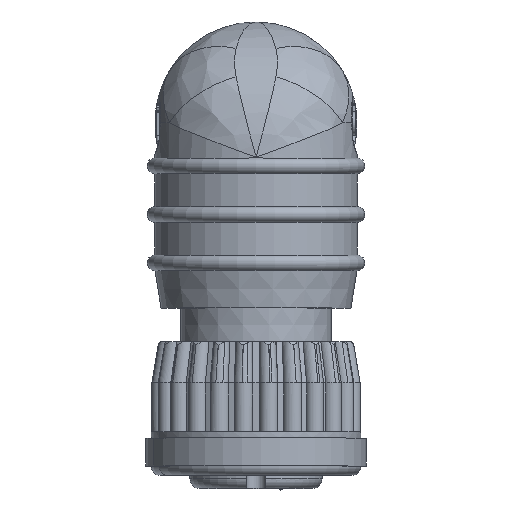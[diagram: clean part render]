
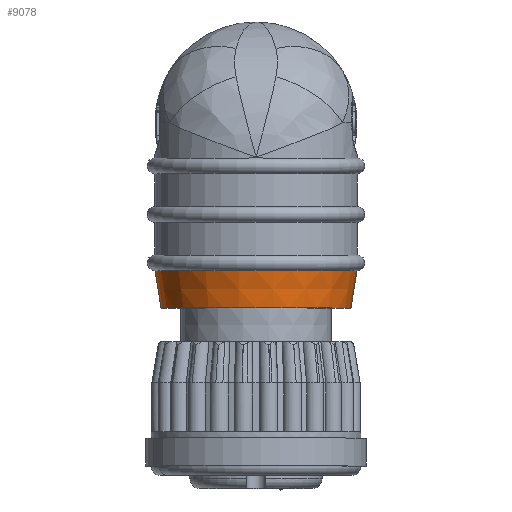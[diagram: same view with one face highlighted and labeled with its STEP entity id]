
A CAD part, top view. The second image highlights one B-rep face of the part: STEP entity #9078.
In plain terms, the highlighted conical face has half-angle 9.462 degrees and reference radius 8.255 mm.
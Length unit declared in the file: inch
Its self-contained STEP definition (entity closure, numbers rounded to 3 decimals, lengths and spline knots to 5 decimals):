
#92 = DIRECTION ( 'NONE',  ( 0., -1., 0. ) ) ;
#381 = CARTESIAN_POINT ( 'NONE',  ( -0.325, 0.25838, 0. ) ) ;
#1232 = AXIS2_PLACEMENT_3D ( 'NONE', #5552, #16887, #7166 ) ;
#1348 = VECTOR ( 'NONE', #20995, 39.37008 ) ;
#2065 = CIRCLE ( 'NONE', #15784, 0.305 ) ;
#2716 = VECTOR ( 'NONE', #4983, 39.37008 ) ;
#3983 = CARTESIAN_POINT ( 'NONE',  ( 0.305, 0.13838, 0. ) ) ;
#4174 = ORIENTED_EDGE ( 'NONE', *, *, #19239, .F. ) ;
#4983 = DIRECTION ( 'NONE',  ( 0.164, 0.986, 0. ) ) ;
#5552 = CARTESIAN_POINT ( 'NONE',  ( 0., 0.25838, 0. ) ) ;
#6295 = DIRECTION ( 'NONE',  ( -1., 0., 0. ) ) ;
#6320 = CARTESIAN_POINT ( 'NONE',  ( 0.325, 0.25838, 0. ) ) ;
#6960 = EDGE_CURVE ( 'NONE', #14218, #12385, #2065, .T. ) ;
#7166 = DIRECTION ( 'NONE',  ( -1., 0., 0. ) ) ;
#7594 = EDGE_CURVE ( 'NONE', #12385, #19600, #13283, .T. ) ;
#7980 = CARTESIAN_POINT ( 'NONE',  ( 0., 0.25838, 0. ) ) ;
#9078 = ADVANCED_FACE ( 'NONE', ( #19585 ), #9960, .T. ) ;
#9806 = CARTESIAN_POINT ( 'NONE',  ( 0., 0.13838, 0. ) ) ;
#9960 = CONICAL_SURFACE ( 'NONE', #12864, 0.325, 0.165 ) ;
#11314 = ORIENTED_EDGE ( 'NONE', *, *, #12956, .T. ) ;
#11319 = ORIENTED_EDGE ( 'NONE', *, *, #7594, .F. ) ;
#11445 = DIRECTION ( 'NONE',  ( 1., 0., 0. ) ) ;
#12385 = VERTEX_POINT ( 'NONE', #18615 ) ;
#12864 = AXIS2_PLACEMENT_3D ( 'NONE', #7980, #14522, #6295 ) ;
#12956 = EDGE_CURVE ( 'NONE', #14218, #16814, #19459, .T. ) ;
#12983 = CIRCLE ( 'NONE', #1232, 0.325 ) ;
#13283 = LINE ( 'NONE', #16381, #1348 ) ;
#13656 = CARTESIAN_POINT ( 'NONE',  ( 0.325, 0.25838, 0. ) ) ;
#14218 = VERTEX_POINT ( 'NONE', #3983 ) ;
#14522 = DIRECTION ( 'NONE',  ( 0., 1., 0. ) ) ;
#15784 = AXIS2_PLACEMENT_3D ( 'NONE', #9806, #92, #11445 ) ;
#15902 = EDGE_LOOP ( 'NONE', ( #16095, #11314, #4174, #11319 ) ) ;
#16095 = ORIENTED_EDGE ( 'NONE', *, *, #6960, .F. ) ;
#16381 = CARTESIAN_POINT ( 'NONE',  ( -0.325, 0.25838, 0. ) ) ;
#16814 = VERTEX_POINT ( 'NONE', #13656 ) ;
#16887 = DIRECTION ( 'NONE',  ( 0., 1., 0. ) ) ;
#18615 = CARTESIAN_POINT ( 'NONE',  ( -0.305, 0.13838, 0. ) ) ;
#19239 = EDGE_CURVE ( 'NONE', #19600, #16814, #12983, .T. ) ;
#19459 = LINE ( 'NONE', #6320, #2716 ) ;
#19585 = FACE_OUTER_BOUND ( 'NONE', #15902, .T. ) ;
#19600 = VERTEX_POINT ( 'NONE', #381 ) ;
#20995 = DIRECTION ( 'NONE',  ( -0.164, 0.986, 0. ) ) ;
